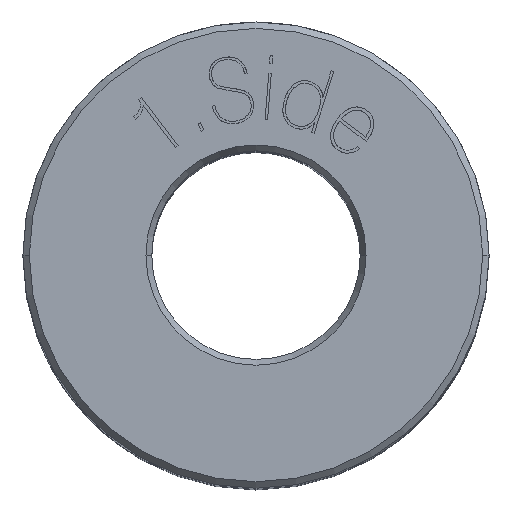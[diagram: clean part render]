
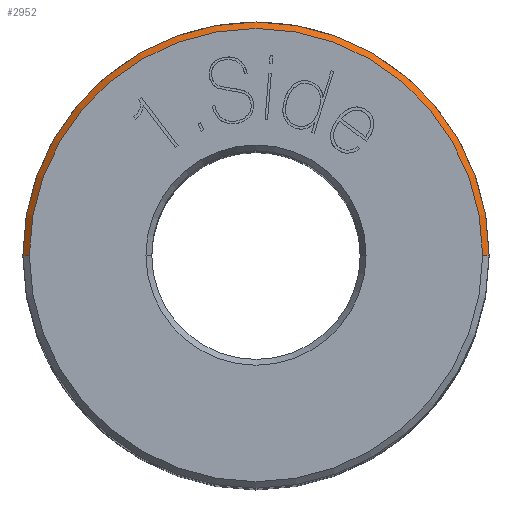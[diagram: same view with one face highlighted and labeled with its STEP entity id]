
A CAD part, top view. The second image highlights one B-rep face of the part: STEP entity #2952.
In plain terms, the highlighted conical face has half-angle 45 degrees and reference radius 18 mm.
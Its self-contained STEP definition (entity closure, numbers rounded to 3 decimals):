
#1156=VERTEX_POINT('NONE',#3374);
#1352=EDGE_CURVE('NONE',#2814,#1596,#3595,.T.);
#1376=EDGE_CURVE('NONE',#1156,#2868,#3622,.T.);
#1596=VERTEX_POINT('NONE',#3883);
#2814=VERTEX_POINT('NONE',#5215);
#2816=EDGE_CURVE('NONE',#1156,#2814,#5217,.T.);
#2868=VERTEX_POINT('NONE',#5272);
#2952=ADVANCED_FACE('NONE',(#5370),#5371,.T.);
#3206=EDGE_CURVE('NONE',#2868,#1596,#5649,.T.);
#3374=CARTESIAN_POINT('',(17.5,0.,0.0));
#3595=LINE('',#7144,#7145);
#3622=LINE('',#7290,#7291);
#3883=CARTESIAN_POINT('',(-18.0,0.,-0.5));
#5215=CARTESIAN_POINT('',(-17.5,0.,0.0));
#5217=CIRCLE('',#16066,17.5);
#5272=CARTESIAN_POINT('',(18.0,0.,-0.5));
#5370=FACE_OUTER_BOUND('',#16648,.T.);
#5371=CONICAL_SURFACE('',#16649,18.0,0.785);
#5649=CIRCLE('',#18247,18.0);
#7144=CARTESIAN_POINT('',(-18.0,0.,-0.5));
#7145=VECTOR('',#18849,1000.0);
#7290=CARTESIAN_POINT('',(18.0,0.,-0.5));
#7291=VECTOR('',#18874,1000.0);
#16066=AXIS2_PLACEMENT_3D('',#20190,#20191,#20192);
#16648=EDGE_LOOP('',(#20342,#20343,#20344,#20345));
#16649=AXIS2_PLACEMENT_3D('',#20346,#20347,#20348);
#18247=AXIS2_PLACEMENT_3D('',#20556,#20557,#20558);
#18849=DIRECTION('',(-0.707,0.,-0.707));
#18874=DIRECTION('',(0.707,0.,-0.707));
#20190=CARTESIAN_POINT('',(0.0,0.0,0.0));
#20191=DIRECTION('',(0.0,0.0,1.0));
#20192=DIRECTION('',(-1.0,0.,0.0));
#20342=ORIENTED_EDGE('',*,*,#2816,.F.);
#20343=ORIENTED_EDGE('',*,*,#1376,.T.);
#20344=ORIENTED_EDGE('',*,*,#3206,.T.);
#20345=ORIENTED_EDGE('',*,*,#1352,.F.);
#20346=CARTESIAN_POINT('',(0.0,0.0,-0.5));
#20347=DIRECTION('',(-0.0,-0.0,-1.0));
#20348=DIRECTION('',(-1.0,0.,0.0));
#20556=CARTESIAN_POINT('',(0.0,0.0,-0.5));
#20557=DIRECTION('',(0.0,-0.0,1.0));
#20558=DIRECTION('',(1.0,0.,-0.0));
